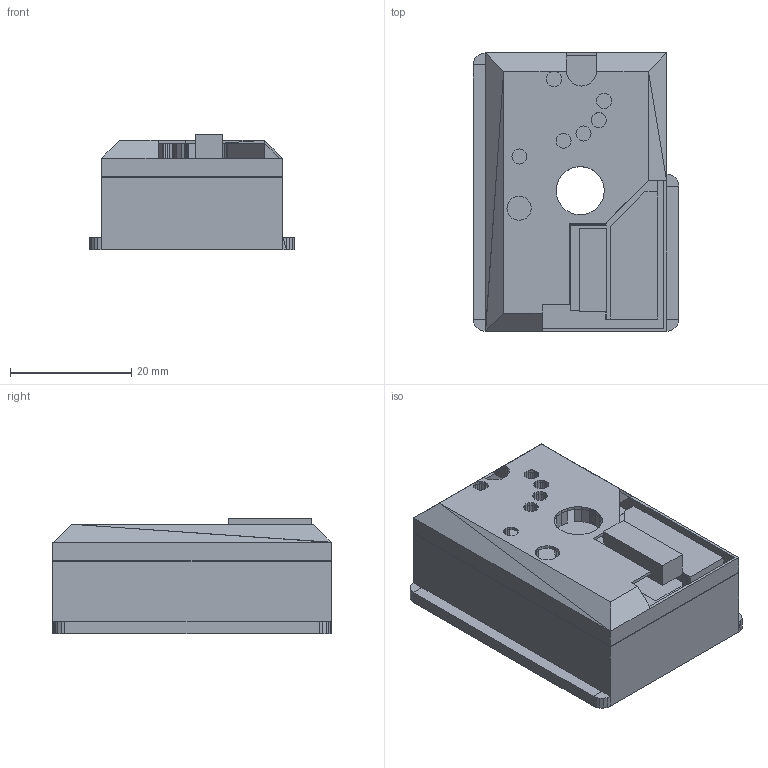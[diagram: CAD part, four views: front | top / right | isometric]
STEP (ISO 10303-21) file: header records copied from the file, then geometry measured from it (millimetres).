
FILE_DESCRIPTION(('FreeCAD Model'),'2;1');
FILE_NAME('Open CASCADE Shape Model','2021-08-23T09:58:06',('Author'),( ''),'Open CASCADE STEP processor 7.4','FreeCAD','Unknown');
FILE_SCHEMA(('AUTOMOTIVE_DESIGN { 1 0 10303 214 1 1 1 1 }'));
Length unit declared in the file: millimetre
Products named in the file (7): Unnamed; GP2Y1014AU0F001001.0; GP2Y1014AU0F001001.1; GP2Y1014AU0F001001.2; GP2Y1014AU0F001001.3; GP2Y1014AU0F001001.4; GP2Y1014AU0F001001.5
Assembly tree (6 placements, depth 2):
  Unnamed
    GP2Y1014AU0F001001.0
    GP2Y1014AU0F001001.1
    GP2Y1014AU0F001001.2
    GP2Y1014AU0F001001.3
    GP2Y1014AU0F001001.4
    GP2Y1014AU0F001001.5
Bounding box: 34 x 46 x 19.1 mm (x, y, z)
Surface area: 9856.6 mm2 (no closed solid volume)
Topology: 0 solids, 6 shells, 540 faces, 1419 edges, 885 vertices
Faces by surface type: plane 540
Entity records: 34712 total; most frequent: CARTESIAN_POINT 5689, DIRECTION 5351, LINE 4257, VECTOR 4257, ORIENTED_EDGE 2838, PCURVE 2838, DEFINITIONAL_REPRESENTATION 2838, EDGE_CURVE 1419
